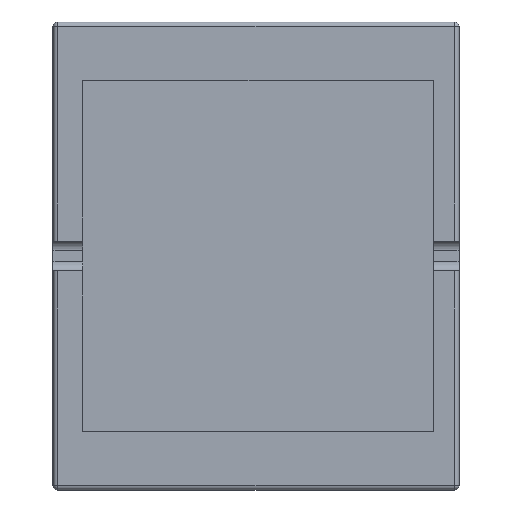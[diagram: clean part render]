
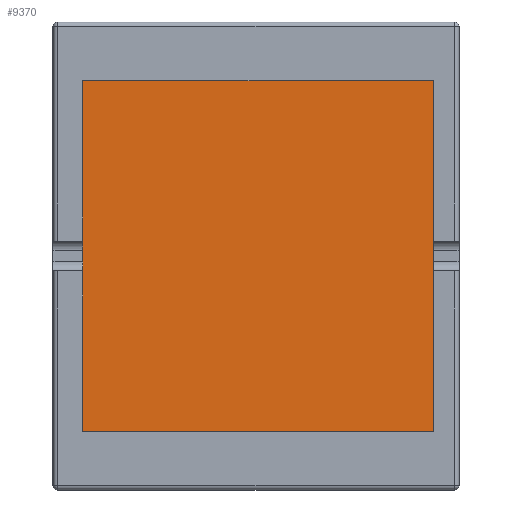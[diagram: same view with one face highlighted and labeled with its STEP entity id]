
A CAD part, front view. The second image highlights one B-rep face of the part: STEP entity #9370.
In plain terms, the highlighted planar face has unit normal (0, -1, 0).
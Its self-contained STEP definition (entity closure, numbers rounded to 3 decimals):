
#1022=PLANE('',#9714);
#1534=FACE_OUTER_BOUND('',#2094,.T.);
#2094=EDGE_LOOP('',(#8792,#8793,#8794,#8795));
#2922=LINE('',#17661,#3764);
#2929=LINE('',#17675,#3771);
#2931=LINE('',#17679,#3773);
#2933=LINE('',#17682,#3775);
#3764=VECTOR('',#11156,10.);
#3771=VECTOR('',#11169,10.);
#3773=VECTOR('',#11173,10.);
#3775=VECTOR('',#11177,10.);
#4729=VERTEX_POINT('',#17658);
#4730=VERTEX_POINT('',#17660);
#4734=VERTEX_POINT('',#17674);
#4735=VERTEX_POINT('',#17678);
#6084=EDGE_CURVE('',#4730,#4729,#2922,.T.);
#6091=EDGE_CURVE('',#4734,#4730,#2929,.T.);
#6093=EDGE_CURVE('',#4735,#4734,#2931,.T.);
#6095=EDGE_CURVE('',#4729,#4735,#2933,.T.);
#8792=ORIENTED_EDGE('',*,*,#6095,.T.);
#8793=ORIENTED_EDGE('',*,*,#6093,.T.);
#8794=ORIENTED_EDGE('',*,*,#6091,.T.);
#8795=ORIENTED_EDGE('',*,*,#6084,.T.);
#9370=ADVANCED_FACE('',(#1534),#1022,.T.);
#9714=AXIS2_PLACEMENT_3D('',#17683,#11178,#11179);
#11156=DIRECTION('',(0.,0.,1.));
#11169=DIRECTION('',(1.,0.,0.));
#11173=DIRECTION('',(0.,0.,-1.));
#11177=DIRECTION('',(-1.,0.,0.));
#11178=DIRECTION('center_axis',(0.,-1.,0.));
#11179=DIRECTION('ref_axis',(0.,0.,-1.));
#17658=CARTESIAN_POINT('',(82.942,-7.5,38.25));
#17660=CARTESIAN_POINT('',(82.942,-7.5,-38.25));
#17661=CARTESIAN_POINT('',(82.942,-7.5,38.25));
#17674=CARTESIAN_POINT('',(6.442,-7.5,-38.25));
#17675=CARTESIAN_POINT('',(82.942,-7.5,-38.25));
#17678=CARTESIAN_POINT('',(6.442,-7.5,38.25));
#17679=CARTESIAN_POINT('',(6.442,-7.5,-38.25));
#17682=CARTESIAN_POINT('',(6.442,-7.5,38.25));
#17683=CARTESIAN_POINT('Origin',(44.692,-7.5,0.));
